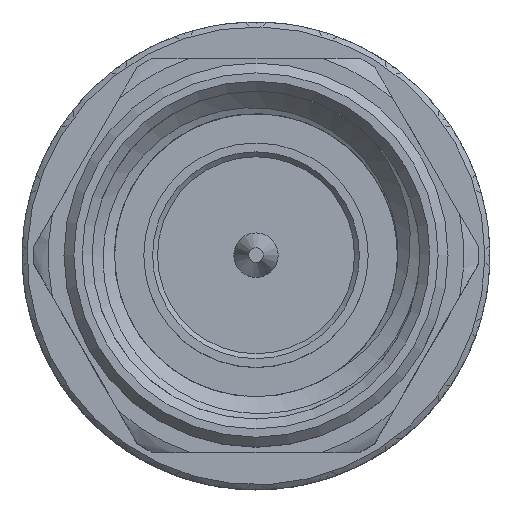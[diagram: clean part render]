
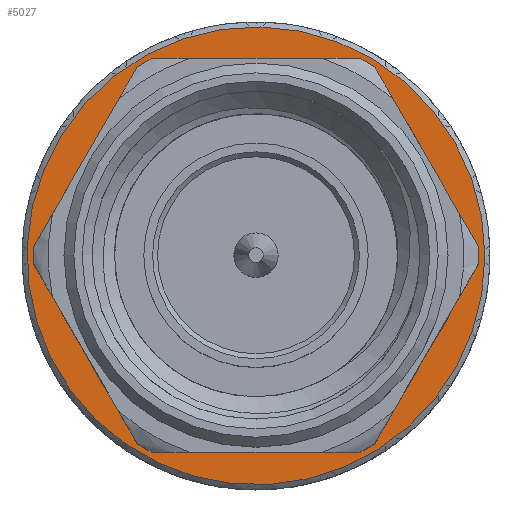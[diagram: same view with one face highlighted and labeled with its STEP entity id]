
A CAD part, top view. The second image highlights one B-rep face of the part: STEP entity #5027.
In plain terms, the highlighted planar face has unit normal (0, 0, 1).
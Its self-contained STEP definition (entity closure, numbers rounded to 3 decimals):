
#5027 = ADVANCED_FACE( '', ( #14430, #14431 ), #14432, .T. );
#14430 = FACE_OUTER_BOUND( '', #33840, .T. );
#14431 = FACE_BOUND( '', #33841, .T. );
#14432 = PLANE( '', #33842 );
#33840 = EDGE_LOOP( '', ( #171473 ) );
#33841 = EDGE_LOOP( '', ( #171474 ) );
#33842 = AXIS2_PLACEMENT_3D( '', #171475, #171476, #171477 );
#171473 = ORIENTED_EDGE( '', *, *, #198911, .T. );
#171474 = ORIENTED_EDGE( '', *, *, #198912, .T. );
#171475 = CARTESIAN_POINT( '', ( -1.625, 0., 3.8 ) );
#171476 = DIRECTION( '', ( 0., 0., 1. ) );
#171477 = DIRECTION( '', ( 1., 0., 0. ) );
#198911 = EDGE_CURVE( '', #213692, #213692, #213693, .T. );
#198912 = EDGE_CURVE( '', #213694, #213694, #213695, .T. );
#213692 = VERTEX_POINT( '', #239078 );
#213693 = CIRCLE( '', #239079, 4.65 );
#213694 = VERTEX_POINT( '', #239080 );
#213695 = CIRCLE( '', #239081, 3.25 );
#239078 = CARTESIAN_POINT( '', ( 4.65, 0., 3.8 ) );
#239079 = AXIS2_PLACEMENT_3D( '', #325131, #325132, #325133 );
#239080 = CARTESIAN_POINT( '', ( -3.25, 0., 3.8 ) );
#239081 = AXIS2_PLACEMENT_3D( '', #325134, #325135, #325136 );
#325131 = CARTESIAN_POINT( '', ( 0., 0., 3.8 ) );
#325132 = DIRECTION( '', ( 0., 0., 1. ) );
#325133 = DIRECTION( '', ( 1., 0., 0. ) );
#325134 = CARTESIAN_POINT( '', ( 0., 0., 3.8 ) );
#325135 = DIRECTION( '', ( 0., 0., -1. ) );
#325136 = DIRECTION( '', ( -1., 0., 0. ) );
